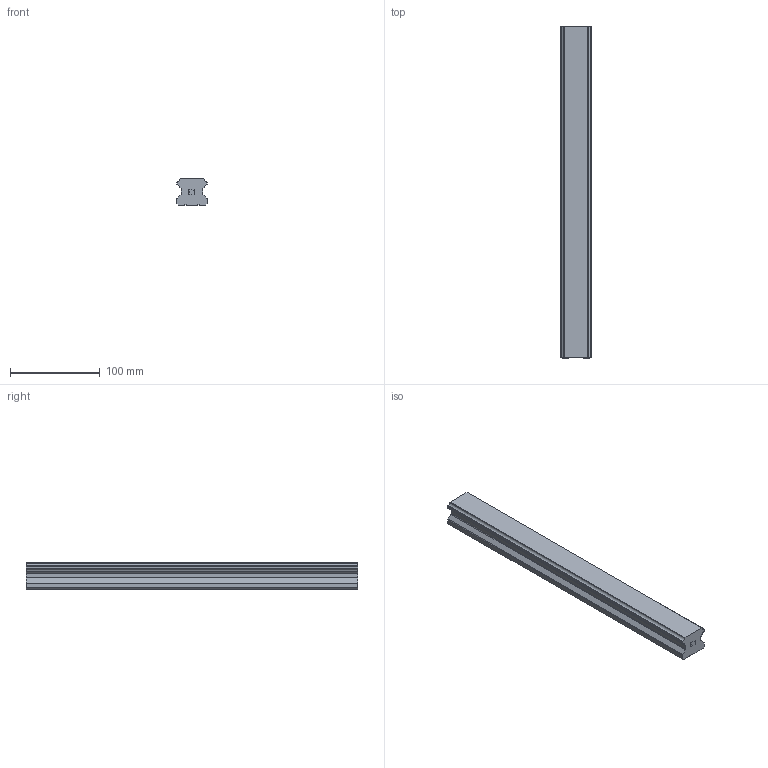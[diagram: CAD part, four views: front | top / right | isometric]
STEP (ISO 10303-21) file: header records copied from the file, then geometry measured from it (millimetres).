
FILE_DESCRIPTION(('STEP AP214'),'1');
FILE_NAME('cctmp_2A44B5D8-5E60-4724-9D54-3B9023814B11_2021_01_27_12_02_41_0953..stp','2021-01-27T11:02:42',('HIWIN GmbH'),('CADClick - www.CADClick.com'),'Spatial InterOp 3D',' ','unknown authorization');
FILE_SCHEMA(('AUTOMOTIVE_DESIGN'));
Length unit declared in the file: millimetre
Products named in the file (1): HGR35T370C_FILE
Bounding box: 34 x 370 x 29 mm (x, y, z)
Volume: 311843.4 mm3; surface area: 51756.6 mm2
Topology: 1 solids, 1 shells, 135 faces, 377 edges, 243 vertices
Faces by surface type: plane 93, cylinder 32, cone 10
Entity records: 5329 total; most frequent: CARTESIAN_POINT 746, ORIENTED_EDGE 734, DIRECTION 703, EDGE_CURVE 367, LINE 303, VECTOR 303, VERTEX_POINT 243, AXIS2_PLACEMENT_3D 200
